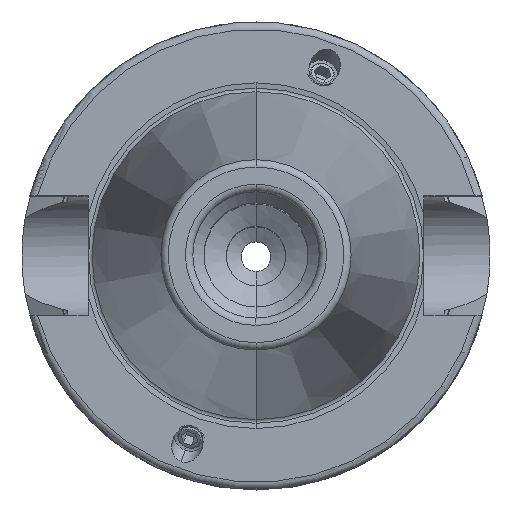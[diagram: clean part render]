
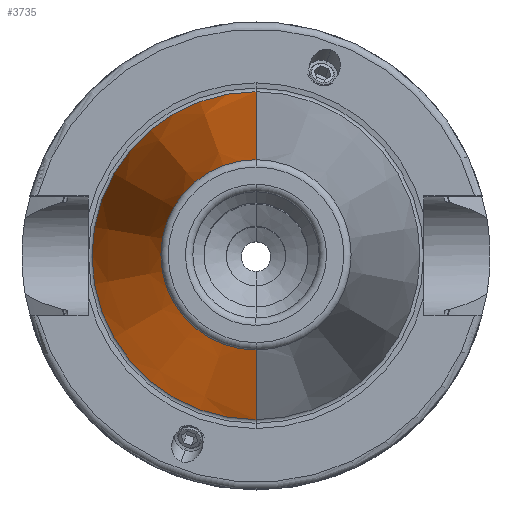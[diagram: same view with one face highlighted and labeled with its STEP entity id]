
A CAD part, top view. The second image highlights one B-rep face of the part: STEP entity #3735.
In plain terms, the highlighted conical face has half-angle 8.297 degrees and reference radius 17.446 mm.
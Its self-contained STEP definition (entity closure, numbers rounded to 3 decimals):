
#1306=CARTESIAN_POINT('',(0,0,91.544));
#1307=DIRECTION('',(0,0,1));
#1308=DIRECTION('',(0,1,0));
#1309=AXIS2_PLACEMENT_3D('',#1306,#1307,#1308);
#1311=DIRECTION('',(0.,0.144,0.99));
#1312=VECTOR('',#1311,64.216);
#1313=CARTESIAN_POINT('',(0,-22.079,28));
#1314=LINE('',#1313,#1312);
#1315=CARTESIAN_POINT('',(0,0,28));
#1316=DIRECTION('',(0,0,1));
#1317=DIRECTION('',(0,1,0));
#1318=AXIS2_PLACEMENT_3D('',#1315,#1316,#1317);
#1320=DIRECTION('',(0.,-0.144,0.99));
#1321=VECTOR('',#1320,64.216);
#1322=CARTESIAN_POINT('',(0,22.079,28));
#1323=LINE('',#1322,#1321);
#2243=CARTESIAN_POINT('',(0,22.079,28));
#2245=VERTEX_POINT('',#2243);
#2259=CARTESIAN_POINT('',(0,-22.079,28));
#2261=VERTEX_POINT('',#2259);
#2286=CARTESIAN_POINT('',(0,12.812,91.544));
#2287=CARTESIAN_POINT('',(0,-12.812,91.544));
#2288=VERTEX_POINT('',#2286);
#2289=VERTEX_POINT('',#2287);
#3721=CARTESIAN_POINT('',(0,0,59.772));
#3722=DIRECTION('',(0,0,-1));
#3723=DIRECTION('',(0,-1,0));
#3724=AXIS2_PLACEMENT_3D('',#3721,#3722,#3723);
#3725=CONICAL_SURFACE('',#3724,17.446,8.297);
#3727=ORIENTED_EDGE('',*,*,#3726,.T.);
#3729=ORIENTED_EDGE('',*,*,#3728,.F.);
#3730=ORIENTED_EDGE('',*,*,#3714,.F.);
#3732=ORIENTED_EDGE('',*,*,#3731,.T.);
#3733=EDGE_LOOP('',(#3727,#3729,#3730,#3732));
#3734=FACE_OUTER_BOUND('',#3733,.F.);
#3735=ADVANCED_FACE('',(#3734),#3725,.T.);
#1310=CIRCLE('',#1309,12.812);
#1319=CIRCLE('',#1318,22.079);
#3714=EDGE_CURVE('',#2245,#2261,#1319,.T.);
#3726=EDGE_CURVE('',#2288,#2289,#1310,.T.);
#3728=EDGE_CURVE('',#2261,#2289,#1314,.T.);
#3731=EDGE_CURVE('',#2245,#2288,#1323,.T.);
